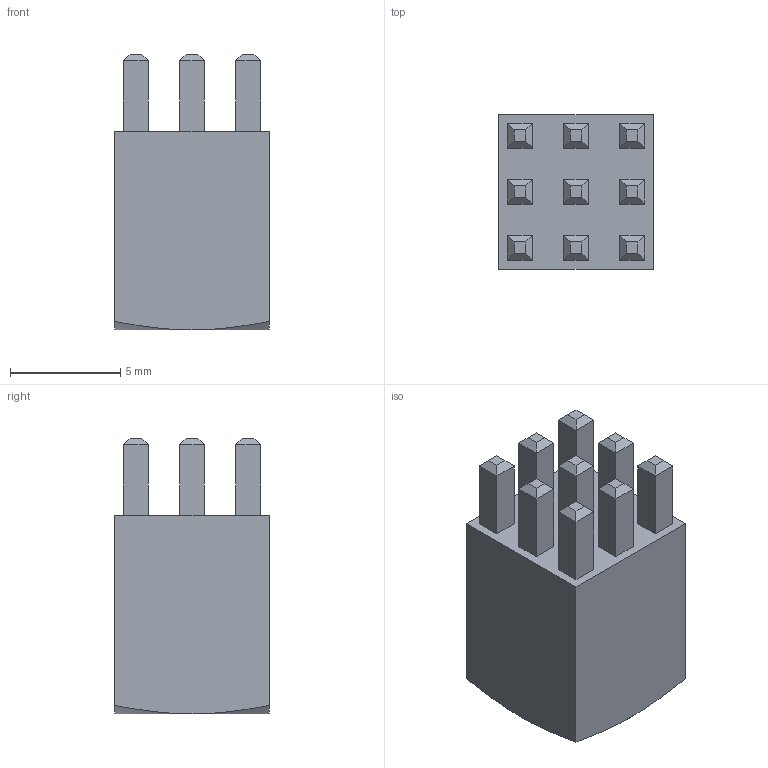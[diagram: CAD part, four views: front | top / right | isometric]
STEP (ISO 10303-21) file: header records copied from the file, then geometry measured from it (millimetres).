
FILE_DESCRIPTION (( 'STEP AP203' ), '1' );
FILE_NAME ('90997-A.STEP', '2013-12-17T15:45:08', ( 'Hajo' ), ( 'Microsoft' ), 'SwSTEP 2.0', 'SolidWorks 2011', '' );
FILE_SCHEMA (( 'CONFIG_CONTROL_DESIGN' ));
Length unit declared in the file: millimetre
Products named in the file (1): 90997-A
Bounding box: 7 x 7 x 12.5 mm (x, y, z)
Volume: 432.2 mm3; surface area: 538.5 mm2
Topology: 1 solids, 1 shells, 100 faces, 220 edges, 131 vertices
Faces by surface type: plane 88, cone 8, cylinder 4
Entity records: 2733 total; most frequent: CARTESIAN_POINT 490, ORIENTED_EDGE 436, DIRECTION 426, EDGE_CURVE 218, LINE 196, VECTOR 196, VERTEX_POINT 131, AXIS2_PLACEMENT_3D 115
